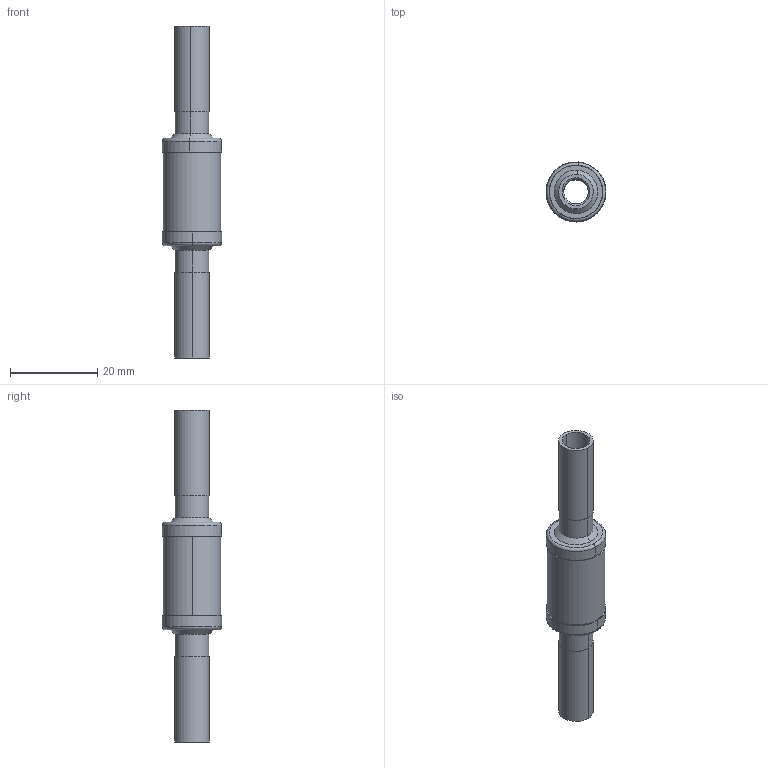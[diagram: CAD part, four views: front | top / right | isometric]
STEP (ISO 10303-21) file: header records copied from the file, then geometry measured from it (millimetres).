
FILE_DESCRIPTION (( 'STEP AP203' ), '1' );
FILE_NAME ('A0573-1-W.STEP', '2011-10-05T14:42:37', ( '' ), ( '' ), 'SwSTEP 2.0', 'SolidWorks 2011', '' );
FILE_SCHEMA (( 'CONFIG_CONTROL_DESIGN' ));
Length unit declared in the file: inch
Products named in the file (1): A0573-1-W
Bounding box: 13.76 x 13.76 x 76.2 mm (x, y, z)
Volume: 3649.5 mm3; surface area: 4340.8 mm2
Topology: 1 solids, 3 shells, 78 faces, 160 edges, 96 vertices
Faces by surface type: cylinder 32, cone 24, plane 14, torus 8
Entity records: 2159 total; most frequent: DIRECTION 422, CARTESIAN_POINT 335, ORIENTED_EDGE 320, AXIS2_PLACEMENT_3D 183, EDGE_CURVE 160, CIRCLE 104, VERTEX_POINT 96, EDGE_LOOP 92
